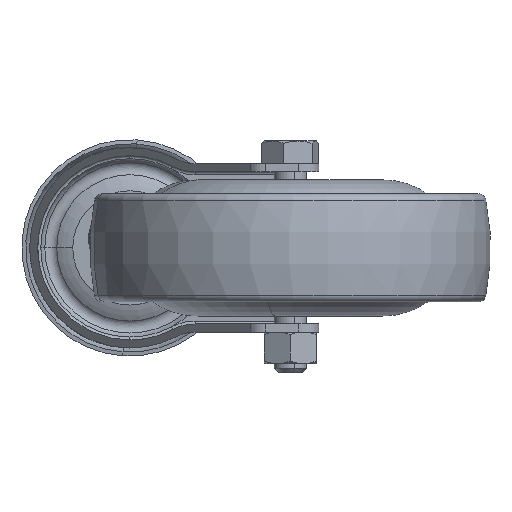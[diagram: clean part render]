
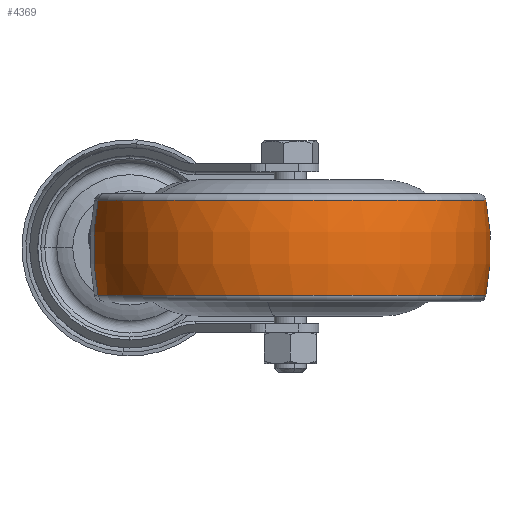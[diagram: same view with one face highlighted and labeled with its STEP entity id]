
A CAD part, front view. The second image highlights one B-rep face of the part: STEP entity #4369.
In plain terms, the highlighted toroidal (fillet/blend) face has major radius 11.5 mm and minor radius 61.5 mm.
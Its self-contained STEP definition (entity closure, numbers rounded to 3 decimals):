
#165 = EDGE_CURVE ( 'NONE', #4215, #3804, #2118, .T. ) ;
#301 = CARTESIAN_POINT ( 'NONE',  ( -66.414, -23.651, 37.612 ) ) ;
#522 = DIRECTION ( 'NONE',  ( 0., 0., -1. ) ) ;
#771 = ORIENTED_EDGE ( 'NONE', *, *, #165, .T. ) ;
#781 = CIRCLE ( 'NONE', #2077, 48.84 ) ;
#950 = CIRCLE ( 'NONE', #1453, 61.5 ) ;
#1127 = TOROIDAL_SURFACE ( 'NONE', #2448, -11.5, 61.5 ) ;
#1152 = CARTESIAN_POINT ( 'NONE',  ( -43.833, -19.28, 37.612 ) ) ;
#1166 = CARTESIAN_POINT ( 'NONE',  ( -7.173, -12.184, 25.725 ) ) ;
#1453 = AXIS2_PLACEMENT_3D ( 'NONE', #301, #5378, #4098 ) ;
#1774 = DIRECTION ( 'NONE',  ( -0.982, -0.19, 0. ) ) ;
#1842 = DIRECTION ( 'NONE',  ( 0.982, 0.19, 0. ) ) ;
#1927 = CARTESIAN_POINT ( 'NONE',  ( -55.123, -21.466, 49.498 ) ) ;
#2077 = AXIS2_PLACEMENT_3D ( 'NONE', #3938, #5214, #1842 ) ;
#2118 = CIRCLE ( 'NONE', #5071, 61.5 ) ;
#2140 = CARTESIAN_POINT ( 'NONE',  ( -7.173, -12.184, 49.498 ) ) ;
#2288 = VERTEX_POINT ( 'NONE', #1166 ) ;
#2402 = CIRCLE ( 'NONE', #5234, 48.84 ) ;
#2448 = AXIS2_PLACEMENT_3D ( 'NONE', #3108, #522, #1774 ) ;
#2569 = CARTESIAN_POINT ( 'NONE',  ( -103.074, -30.747, 49.498 ) ) ;
#2588 = VERTEX_POINT ( 'NONE', #2140 ) ;
#2793 = EDGE_CURVE ( 'NONE', #2588, #2288, #950, .T. ) ;
#2797 = DIRECTION ( 'NONE',  ( 0., 0., -1. ) ) ;
#3108 = CARTESIAN_POINT ( 'NONE',  ( -55.123, -21.466, 37.612 ) ) ;
#3121 = ORIENTED_EDGE ( 'NONE', *, *, #4596, .T. ) ;
#3645 = DIRECTION ( 'NONE',  ( 0.19, -0.982, 0. ) ) ;
#3804 = VERTEX_POINT ( 'NONE', #4031 ) ;
#3938 = CARTESIAN_POINT ( 'NONE',  ( -55.123, -21.466, 25.725 ) ) ;
#4031 = CARTESIAN_POINT ( 'NONE',  ( -103.074, -30.747, 25.725 ) ) ;
#4098 = DIRECTION ( 'NONE',  ( -0.982, -0.19, 0. ) ) ;
#4177 = FACE_OUTER_BOUND ( 'NONE', #5419, .T. ) ;
#4215 = VERTEX_POINT ( 'NONE', #2569 ) ;
#4369 = ADVANCED_FACE ( 'NONE', ( #4177 ), #1127, .T. ) ;
#4596 = EDGE_CURVE ( 'NONE', #2588, #4215, #2402, .T. ) ;
#4859 = ORIENTED_EDGE ( 'NONE', *, *, #2793, .F. ) ;
#4866 = EDGE_CURVE ( 'NONE', #3804, #2288, #781, .T. ) ;
#4905 = DIRECTION ( 'NONE',  ( -0.982, -0.19, 0. ) ) ;
#4976 = DIRECTION ( 'NONE',  ( 0.982, 0.19, 0. ) ) ;
#5071 = AXIS2_PLACEMENT_3D ( 'NONE', #1152, #3645, #4976 ) ;
#5130 = ORIENTED_EDGE ( 'NONE', *, *, #4866, .T. ) ;
#5214 = DIRECTION ( 'NONE',  ( 0., 0., 1. ) ) ;
#5234 = AXIS2_PLACEMENT_3D ( 'NONE', #1927, #2797, #4905 ) ;
#5378 = DIRECTION ( 'NONE',  ( -0.19, 0.982, 0. ) ) ;
#5419 = EDGE_LOOP ( 'NONE', ( #4859, #3121, #771, #5130 ) ) ;
